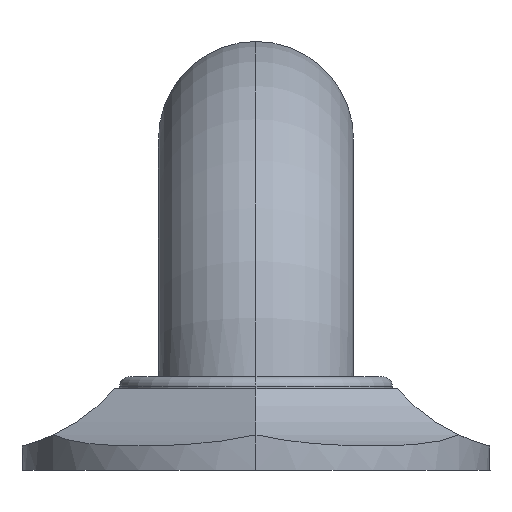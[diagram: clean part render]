
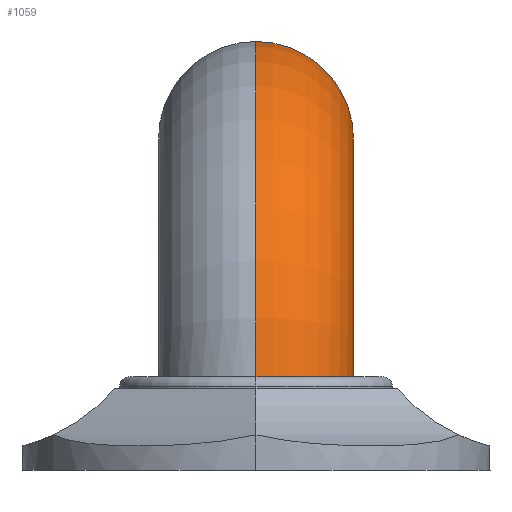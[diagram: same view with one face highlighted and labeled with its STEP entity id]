
A CAD part, left-side view. The second image highlights one B-rep face of the part: STEP entity #1059.
In plain terms, the highlighted toroidal (fillet/blend) face has major radius 41.275 mm and minor radius 15.875 mm.
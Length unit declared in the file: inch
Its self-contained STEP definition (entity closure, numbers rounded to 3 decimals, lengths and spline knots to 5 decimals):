
#346=CARTESIAN_POINT('',(-10.375,0.,2.125));
#347=DIRECTION('',(1.,0.,0.));
#348=DIRECTION('',(0.,0.,1.));
#349=AXIS2_PLACEMENT_3D('',#346,#347,#348);
#355=CARTESIAN_POINT('',(-10.375,0.,0.5));
#356=DIRECTION('',(0.,1.,0.));
#357=DIRECTION('',(-0.999,0.,0.044));
#358=AXIS2_PLACEMENT_3D('',#355,#356,#357);
#360=CARTESIAN_POINT('',(-11.36999,0.,0.6));
#394=CARTESIAN_POINT('',(-12.62278,0.,0.6));
#396=CARTESIAN_POINT('',(-12.62278,0.,0.6));
#397=CARTESIAN_POINT('',(-12.62278,-0.02049,0.6));
#398=CARTESIAN_POINT('',(-12.62077,-0.06125,0.6));
#399=CARTESIAN_POINT('',(-12.61174,-0.12211,0.6));
#400=CARTESIAN_POINT('',(-12.59685,-0.18155,0.6));
#401=CARTESIAN_POINT('',(-12.5761,-0.23951,0.6));
#402=CARTESIAN_POINT('',(-12.54989,-0.2949,0.6));
#403=CARTESIAN_POINT('',(-12.51823,-0.3477,0.6));
#404=CARTESIAN_POINT('',(-12.48167,-0.39697,0.6));
#405=CARTESIAN_POINT('',(-12.44036,-0.44253,0.6));
#406=CARTESIAN_POINT('',(-12.39477,-0.48382,0.6));
#407=CARTESIAN_POINT('',(-12.34544,-0.52038,0.6));
#408=CARTESIAN_POINT('',(-12.29256,-0.55205,0.6));
#409=CARTESIAN_POINT('',(-12.23707,-0.57828,0.6));
#410=CARTESIAN_POINT('',(-12.17897,-0.59905,0.6));
#411=CARTESIAN_POINT('',(-12.11937,-0.61396,0.6));
#412=CARTESIAN_POINT('',(-12.05834,-0.623,0.6));
#413=CARTESIAN_POINT('',(-11.99682,-0.626,0.6));
#414=CARTESIAN_POINT('',(-11.9353,-0.62298,0.6));
#415=CARTESIAN_POINT('',(-11.87423,-0.61392,0.6));
#416=CARTESIAN_POINT('',(-11.81454,-0.59897,0.6));
#417=CARTESIAN_POINT('',(-11.75633,-0.57815,0.6));
#418=CARTESIAN_POINT('',(-11.70072,-0.55186,0.6));
#419=CARTESIAN_POINT('',(-11.6477,-0.52012,0.6));
#420=CARTESIAN_POINT('',(-11.59825,-0.48347,0.6));
#421=CARTESIAN_POINT('',(-11.55255,-0.4421,0.6));
#422=CARTESIAN_POINT('',(-11.51116,-0.39647,0.6));
#423=CARTESIAN_POINT('',(-11.47453,-0.34715,0.6));
#424=CARTESIAN_POINT('',(-11.44284,-0.29434,0.6));
#425=CARTESIAN_POINT('',(-11.41663,-0.23899,0.6));
#426=CARTESIAN_POINT('',(-11.39588,-0.18111,0.6));
#427=CARTESIAN_POINT('',(-11.38101,-0.12179,0.6));
#428=CARTESIAN_POINT('',(-11.37199,-0.06107,0.6));
#429=CARTESIAN_POINT('',(-11.36999,-0.02043,0.6));
#430=CARTESIAN_POINT('',(-11.36999,0.,0.6));
#684=CARTESIAN_POINT('',(-10.375,0.,0.5));
#685=DIRECTION('',(0.,1.,0.));
#686=DIRECTION('',(-0.995,0.,0.1));
#687=AXIS2_PLACEMENT_3D('',#684,#685,#686);
#766=CARTESIAN_POINT('',(-10.375,0.,1.5));
#767=CARTESIAN_POINT('',(-10.375,0.,2.75));
#768=VERTEX_POINT('',#766);
#769=VERTEX_POINT('',#767);
#776=VERTEX_POINT('',#360);
#777=VERTEX_POINT('',#394);
#1045=CARTESIAN_POINT('',(-10.375,0.,0.5));
#1046=DIRECTION('',(0.,1.,0.));
#1047=DIRECTION('',(1.,0.,0.));
#1048=AXIS2_PLACEMENT_3D('',#1045,#1046,#1047);
#1049=TOROIDAL_SURFACE('',#1048,1.625,0.625);
#1051=ORIENTED_EDGE('',*,*,#1050,.F.);
#1053=ORIENTED_EDGE('',*,*,#1052,.T.);
#1054=ORIENTED_EDGE('',*,*,#1035,.T.);
#1056=ORIENTED_EDGE('',*,*,#1055,.F.);
#1057=EDGE_LOOP('',(#1051,#1053,#1054,#1056));
#1058=FACE_OUTER_BOUND('',#1057,.F.);
#1059=ADVANCED_FACE('',(#1058),#1049,.T.);
#350=CIRCLE('',#349,0.625);
#359=CIRCLE('',#358,2.25);
#431=B_SPLINE_CURVE_WITH_KNOTS('',3,(#396,#397,#398,#399,#400,#401,#402,#403,
#404,#405,#406,#407,#408,#409,#410,#411,#412,#413,#414,#415,#416,#417,#418,#419,
#420,#421,#422,#423,#424,#425,#426,#427,#428,#429,#430),.UNSPECIFIED.,.F.,.F.,
(4,1,1,1,1,1,1,1,1,1,1,1,1,1,1,1,1,1,1,1,1,1,1,1,1,1,1,1,1,1,1,1,4),(0.,
0.03125,0.0625,0.09375,0.125,0.15625,0.1875,0.21875,0.25,0.28125,
0.3125,0.34375,0.375,0.40625,0.4375,0.46875,0.5,0.53125,
0.5625,0.59375,0.625,0.65625,0.6875,0.71875,0.75,0.78125,
0.8125,0.84375,0.875,0.90625,0.9375,0.96875,1.),.UNSPECIFIED.);
#688=CIRCLE('',#687,1.);
#1035=EDGE_CURVE('',#769,#768,#350,.T.);
#1050=EDGE_CURVE('',#777,#776,#431,.T.);
#1052=EDGE_CURVE('',#777,#769,#359,.T.);
#1055=EDGE_CURVE('',#776,#768,#688,.T.);
